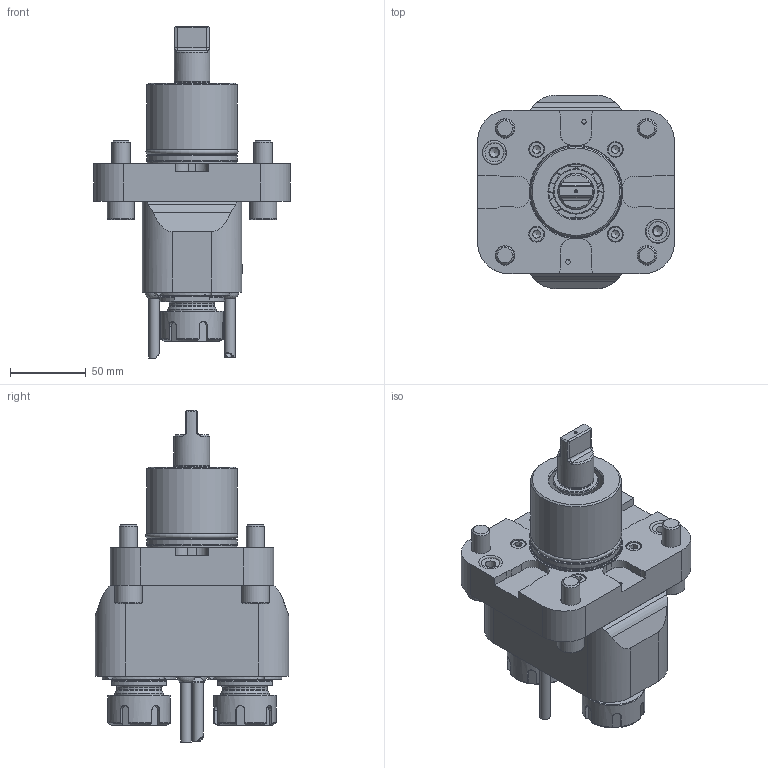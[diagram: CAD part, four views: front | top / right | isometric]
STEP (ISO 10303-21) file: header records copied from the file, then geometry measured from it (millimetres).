
FILE_DESCRIPTION (( 'STEP AP214' ), '1' );
FILE_NAME ('ANL109.STEP', '2019-08-05T14:40:04', ( 'dell1' ), ( 'Microsoft' ), 'SwSTEP 2.0', 'SolidWorks 2016', '' );
FILE_SCHEMA (( 'AUTOMOTIVE_DESIGN' ));
Length unit declared in the file: millimetre
Products named in the file (1): ANL109
Bounding box: 130 x 128 x 219.58 mm (x, y, z)
Volume: 393594.8 mm3; surface area: 193085 mm2
Topology: 39 solids, 39 shells, 855 faces, 2106 edges, 1355 vertices
Faces by surface type: plane 445, cylinder 215, cone 138, torus 50, bspline 5, sphere 2
Full cylindrical faces by diameter (mm): 1 x1, 3 x2, 4 x4, 5 x8, 6 x15, 6.147 x2, 6.5 x8, 7 x2, 8.566 x2, 10 x4, 10.5 x4, 11.57 x2, 12 x6, 13 x4, 15.163 x1, 18 x6, 21 x2, 22.745 x1, 23.7 x1, 26.7 x2, 27.4 x2, 29.6 x2, 30 x3, 30.3 x2, 30.5 x4, 31 x2, 31.452 x2, 32 x2, 32.345 x2, 36 x1
Entity records: 34715 total; most frequent: CARTESIAN_POINT 6023, DIRECTION 3906, ORIENTED_EDGE 3568, EDGE_CURVE 1784, AXIS2_PLACEMENT_3D 1520, VERTEX_POINT 1259, EDGE_LOOP 1193, FACE_OUTER_BOUND 1003
